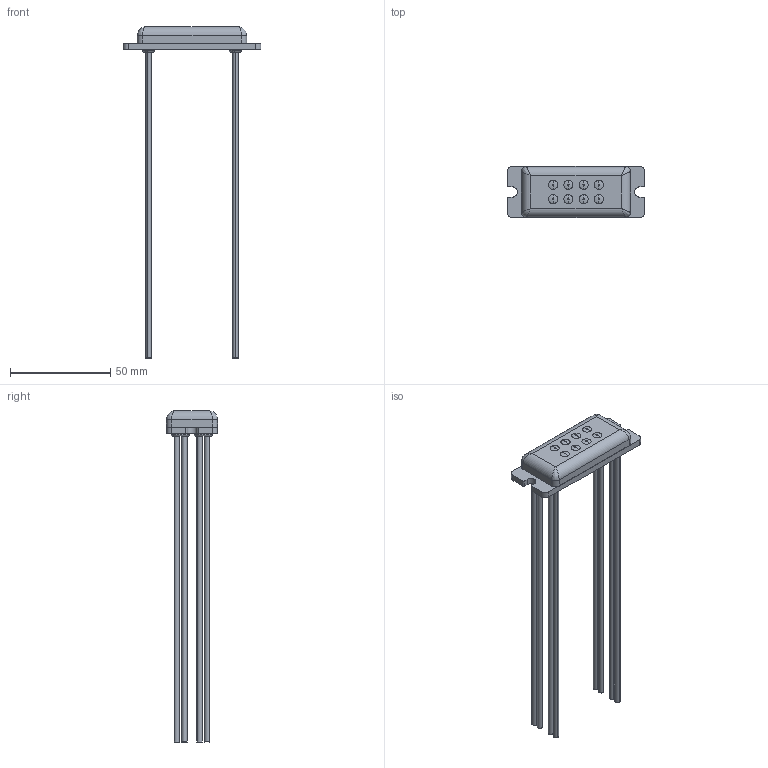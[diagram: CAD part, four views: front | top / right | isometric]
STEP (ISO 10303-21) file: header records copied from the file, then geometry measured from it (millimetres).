
FILE_DESCRIPTION (( 'STEP AP214' ), '1' );
FILE_NAME ('Candle 1.7 Full Assembly.STEP', '2022-01-07T22:12:07', ( '' ), ( '' ), 'SwSTEP 2.0', 'SolidWorks 2020', '' );
FILE_SCHEMA (( 'AUTOMOTIVE_DESIGN' ));
Length unit declared in the file: inch
Products named in the file (14): Wire4; Candle 1.7 Full Assembly; Wire1; Wire6; Heat Sink; Grommet; Wire2; Wire3; Flat Head Screw_96640A258; Brass Insert_94459A230; Wire7; Wire5; Wire8; Clear Housing
Assembly tree (18 placements, depth 2):
  Candle 1.7 Full Assembly
    Heat Sink
    Wire1
    Wire2
    Wire3
    Wire4
    Wire5
    Wire6
    Wire7
    Wire8
    Grommet  x4
    Brass Insert_94459A230  x2
    Clear Housing
    Flat Head Screw_96640A258  x2
Bounding box: 68.58 x 25.4 x 165.28 mm (x, y, z)
Volume: 16540.3 mm3; surface area: 21136.9 mm2
Topology: 18 solids, 18 shells, 874 faces, 2330 edges, 1537 vertices
Faces by surface type: cylinder 316, cone 232, bspline 156, plane 138, torus 16, sphere 16
Entity records: 25946 total; most frequent: CARTESIAN_POINT 12869, ORIENTED_EDGE 2684, DIRECTION 2276, EDGE_CURVE 1342, AXIS2_PLACEMENT_3D 1001, VERTEX_POINT 887, EDGE_LOOP 589, CIRCLE 532
